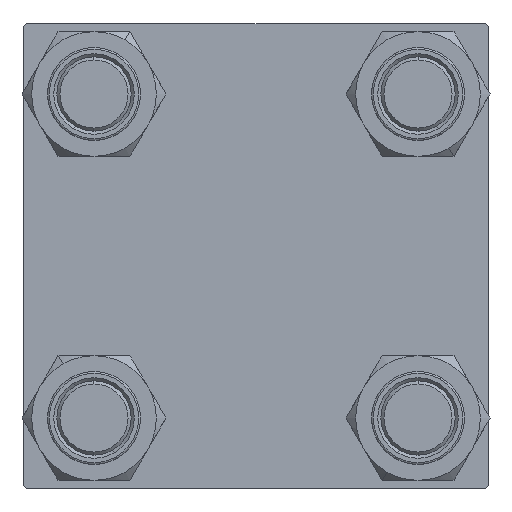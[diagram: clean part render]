
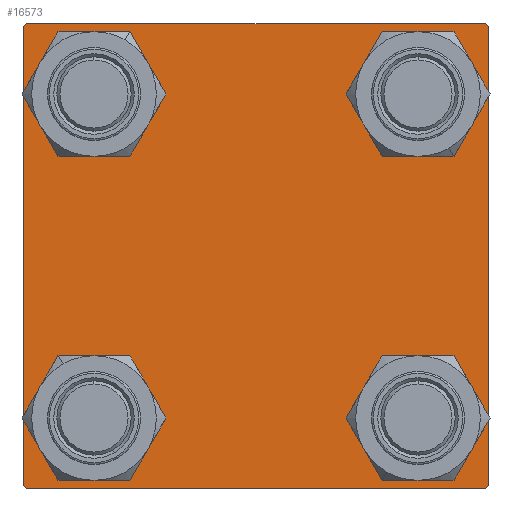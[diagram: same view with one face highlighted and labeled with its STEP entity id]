
A CAD part, left-side view. The second image highlights one B-rep face of the part: STEP entity #16573.
In plain terms, the highlighted planar face has unit normal (-1, 0, 0).
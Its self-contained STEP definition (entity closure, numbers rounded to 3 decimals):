
#134 = CIRCLE ( 'NONE', #35947, 6.5 ) ;
#850 = EDGE_CURVE ( 'NONE', #14462, #13949, #48163, .T. ) ;
#907 = CARTESIAN_POINT ( 'NONE',  ( 0., -26.15, -26.15 ) ) ;
#1273 = CARTESIAN_POINT ( 'NONE',  ( 0., 37.5, 37.5 ) ) ;
#1618 = CIRCLE ( 'NONE', #26020, 6.5 ) ;
#1842 = FACE_OUTER_BOUND ( 'NONE', #36306, .T. ) ;
#2153 = AXIS2_PLACEMENT_3D ( 'NONE', #7103, #22642, #3279 ) ;
#2853 = EDGE_CURVE ( 'NONE', #9864, #24050, #18741, .T. ) ;
#3279 = DIRECTION ( 'NONE',  ( 0., 0., 1. ) ) ;
#3311 = ORIENTED_EDGE ( 'NONE', *, *, #36474, .T. ) ;
#3401 = DIRECTION ( 'NONE',  ( 1., 0., 0. ) ) ;
#3412 = DIRECTION ( 'NONE',  ( 0., 0., 1. ) ) ;
#3440 = VERTEX_POINT ( 'NONE', #14131 ) ;
#4169 = DIRECTION ( 'NONE',  ( 1., 0., 0. ) ) ;
#4349 = DIRECTION ( 'NONE',  ( 1., 0., 0. ) ) ;
#4878 = EDGE_LOOP ( 'NONE', ( #11943, #33087 ) ) ;
#5393 = DIRECTION ( 'NONE',  ( 0., 0.707, 0.707 ) ) ;
#5667 = FACE_BOUND ( 'NONE', #50080, .T. ) ;
#5730 = AXIS2_PLACEMENT_3D ( 'NONE', #14051, #7172, #25521 ) ;
#5982 = EDGE_CURVE ( 'NONE', #24050, #9864, #134, .T. ) ;
#6156 = VECTOR ( 'NONE', #15697, 1000. ) ;
#6763 = VERTEX_POINT ( 'NONE', #44719 ) ;
#7103 = CARTESIAN_POINT ( 'NONE',  ( 0., 26.15, 26.15 ) ) ;
#7172 = DIRECTION ( 'NONE',  ( 1., 0., 0. ) ) ;
#7726 = CARTESIAN_POINT ( 'NONE',  ( 0., 26.15, 26.15 ) ) ;
#7976 = CARTESIAN_POINT ( 'NONE',  ( 0., -37.25, -37.25 ) ) ;
#9350 = VECTOR ( 'NONE', #24666, 1000. ) ;
#9814 = EDGE_CURVE ( 'NONE', #30851, #16074, #16390, .T. ) ;
#9864 = VERTEX_POINT ( 'NONE', #17696 ) ;
#10889 = ORIENTED_EDGE ( 'NONE', *, *, #49568, .T. ) ;
#11098 = VECTOR ( 'NONE', #35685, 1000. ) ;
#11208 = VERTEX_POINT ( 'NONE', #39204 ) ;
#11430 = ORIENTED_EDGE ( 'NONE', *, *, #850, .T. ) ;
#11943 = ORIENTED_EDGE ( 'NONE', *, *, #35807, .T. ) ;
#12266 = ORIENTED_EDGE ( 'NONE', *, *, #38786, .T. ) ;
#12723 = CARTESIAN_POINT ( 'NONE',  ( 0., -37.5, 37.5 ) ) ;
#13558 = DIRECTION ( 'NONE',  ( -1., 0., 0. ) ) ;
#13715 = ORIENTED_EDGE ( 'NONE', *, *, #2853, .T. ) ;
#13880 = LINE ( 'NONE', #29444, #46184 ) ;
#13949 = VERTEX_POINT ( 'NONE', #15305 ) ;
#14051 = CARTESIAN_POINT ( 'NONE',  ( 0., -26.15, 26.15 ) ) ;
#14131 = CARTESIAN_POINT ( 'NONE',  ( 0., 26.15, 19.65 ) ) ;
#14462 = VERTEX_POINT ( 'NONE', #32742 ) ;
#14514 = ORIENTED_EDGE ( 'NONE', *, *, #22794, .T. ) ;
#14981 = CARTESIAN_POINT ( 'NONE',  ( 0., -26.15, -19.65 ) ) ;
#15305 = CARTESIAN_POINT ( 'NONE',  ( 0., -37., 37.5 ) ) ;
#15575 = CARTESIAN_POINT ( 'NONE',  ( 0., 26.15, 32.65 ) ) ;
#15697 = DIRECTION ( 'NONE',  ( 0., -1., 0. ) ) ;
#16074 = VERTEX_POINT ( 'NONE', #14981 ) ;
#16390 = CIRCLE ( 'NONE', #35129, 6.5 ) ;
#16431 = DIRECTION ( 'NONE',  ( 1., 0., 0. ) ) ;
#16573 = ADVANCED_FACE ( 'NONE', ( #21449, #25029, #5667, #36758, #1842 ), #32941, .T. ) ;
#17696 = CARTESIAN_POINT ( 'NONE',  ( 0., -26.15, 19.65 ) ) ;
#18232 = AXIS2_PLACEMENT_3D ( 'NONE', #42816, #4349, #23953 ) ;
#18741 = CIRCLE ( 'NONE', #5730, 6.5 ) ;
#18841 = EDGE_CURVE ( 'NONE', #6763, #20589, #28764, .T. ) ;
#19830 = CIRCLE ( 'NONE', #27958, 6.5 ) ;
#19931 = ORIENTED_EDGE ( 'NONE', *, *, #49661, .F. ) ;
#20129 = LINE ( 'NONE', #12723, #11098 ) ;
#20213 = CARTESIAN_POINT ( 'NONE',  ( 0., 37.5, 37.5 ) ) ;
#20236 = EDGE_CURVE ( 'NONE', #42725, #47592, #50341, .T. ) ;
#20589 = VERTEX_POINT ( 'NONE', #29378 ) ;
#21449 = FACE_BOUND ( 'NONE', #49990, .T. ) ;
#21678 = VERTEX_POINT ( 'NONE', #15575 ) ;
#21955 = EDGE_CURVE ( 'NONE', #14462, #49896, #20129, .T. ) ;
#22146 = EDGE_CURVE ( 'NONE', #21678, #3440, #36354, .T. ) ;
#22160 = ORIENTED_EDGE ( 'NONE', *, *, #39880, .T. ) ;
#22642 = DIRECTION ( 'NONE',  ( 1., 0., 0. ) ) ;
#22794 = EDGE_CURVE ( 'NONE', #20589, #24533, #35450, .T. ) ;
#22874 = CARTESIAN_POINT ( 'NONE',  ( 0., -37., -37.5 ) ) ;
#23100 = CIRCLE ( 'NONE', #45867, 6.5 ) ;
#23133 = AXIS2_PLACEMENT_3D ( 'NONE', #48442, #13558, #29123 ) ;
#23177 = ORIENTED_EDGE ( 'NONE', *, *, #21955, .F. ) ;
#23318 = EDGE_LOOP ( 'NONE', ( #34685, #43337 ) ) ;
#23514 = LINE ( 'NONE', #7976, #27951 ) ;
#23953 = DIRECTION ( 'NONE',  ( 0., 0., 1. ) ) ;
#24050 = VERTEX_POINT ( 'NONE', #44622 ) ;
#24533 = VERTEX_POINT ( 'NONE', #40903 ) ;
#24542 = DIRECTION ( 'NONE',  ( 1., 0., 0. ) ) ;
#24666 = DIRECTION ( 'NONE',  ( 0., 0.707, -0.707 ) ) ;
#25029 = FACE_BOUND ( 'NONE', #4878, .T. ) ;
#25173 = CARTESIAN_POINT ( 'NONE',  ( 0., 37.25, 37.25 ) ) ;
#25521 = DIRECTION ( 'NONE',  ( 0., 0., 1. ) ) ;
#26020 = AXIS2_PLACEMENT_3D ( 'NONE', #7726, #3401, #50258 ) ;
#26066 = ORIENTED_EDGE ( 'NONE', *, *, #18841, .T. ) ;
#26215 = EDGE_CURVE ( 'NONE', #3440, #21678, #1618, .T. ) ;
#26951 = ORIENTED_EDGE ( 'NONE', *, *, #5982, .T. ) ;
#27633 = CARTESIAN_POINT ( 'NONE',  ( 0., -26.15, 26.15 ) ) ;
#27951 = VECTOR ( 'NONE', #42874, 1000. ) ;
#27958 = AXIS2_PLACEMENT_3D ( 'NONE', #32125, #4169, #3412 ) ;
#28764 = LINE ( 'NONE', #25173, #9350 ) ;
#29123 = DIRECTION ( 'NONE',  ( 0., 0., 1. ) ) ;
#29378 = CARTESIAN_POINT ( 'NONE',  ( 0., 37.5, 37. ) ) ;
#29444 = CARTESIAN_POINT ( 'NONE',  ( 0., 37.25, -37.25 ) ) ;
#29890 = CARTESIAN_POINT ( 'NONE',  ( 0., -37.5, -37. ) ) ;
#29960 = VECTOR ( 'NONE', #38850, 1000. ) ;
#30851 = VERTEX_POINT ( 'NONE', #33158 ) ;
#32007 = DIRECTION ( 'NONE',  ( 0., 0., 1. ) ) ;
#32125 = CARTESIAN_POINT ( 'NONE',  ( 0., -26.15, -26.15 ) ) ;
#32365 = DIRECTION ( 'NONE',  ( 0., 0., -1. ) ) ;
#32742 = CARTESIAN_POINT ( 'NONE',  ( 0., -37.5, 37. ) ) ;
#32767 = DIRECTION ( 'NONE',  ( 0., -0.707, -0.707 ) ) ;
#32941 = PLANE ( 'NONE',  #23133 ) ;
#33087 = ORIENTED_EDGE ( 'NONE', *, *, #9814, .T. ) ;
#33158 = CARTESIAN_POINT ( 'NONE',  ( 0., -26.15, -32.65 ) ) ;
#33703 = CIRCLE ( 'NONE', #18232, 6.5 ) ;
#34685 = ORIENTED_EDGE ( 'NONE', *, *, #22146, .T. ) ;
#34845 = CARTESIAN_POINT ( 'NONE',  ( 0., 26.15, -26.15 ) ) ;
#35129 = AXIS2_PLACEMENT_3D ( 'NONE', #907, #16431, #32007 ) ;
#35450 = LINE ( 'NONE', #1273, #42879 ) ;
#35685 = DIRECTION ( 'NONE',  ( 0., 0., -1. ) ) ;
#35807 = EDGE_CURVE ( 'NONE', #16074, #30851, #19830, .T. ) ;
#35829 = DIRECTION ( 'NONE',  ( 1., 0., 0. ) ) ;
#35947 = AXIS2_PLACEMENT_3D ( 'NONE', #27633, #24542, #43151 ) ;
#36306 = EDGE_LOOP ( 'NONE', ( #14514, #10889, #48226, #12266, #23177, #11430, #19931, #26066 ) ) ;
#36354 = CIRCLE ( 'NONE', #2153, 6.5 ) ;
#36474 = EDGE_CURVE ( 'NONE', #11208, #43961, #23100, .T. ) ;
#36758 = FACE_BOUND ( 'NONE', #23318, .T. ) ;
#36987 = CARTESIAN_POINT ( 'NONE',  ( 0., -37.25, 37.25 ) ) ;
#38601 = CARTESIAN_POINT ( 'NONE',  ( 0., 26.15, -19.65 ) ) ;
#38786 = EDGE_CURVE ( 'NONE', #47592, #49896, #23514, .T. ) ;
#38850 = DIRECTION ( 'NONE',  ( 0., -1., 0. ) ) ;
#39204 = CARTESIAN_POINT ( 'NONE',  ( 0., 26.15, -32.65 ) ) ;
#39880 = EDGE_CURVE ( 'NONE', #43961, #11208, #33703, .T. ) ;
#40903 = CARTESIAN_POINT ( 'NONE',  ( 0., 37.5, -37. ) ) ;
#42460 = DIRECTION ( 'NONE',  ( 0., 0., 1. ) ) ;
#42725 = VERTEX_POINT ( 'NONE', #48922 ) ;
#42816 = CARTESIAN_POINT ( 'NONE',  ( 0., 26.15, -26.15 ) ) ;
#42874 = DIRECTION ( 'NONE',  ( 0., -0.707, 0.707 ) ) ;
#42879 = VECTOR ( 'NONE', #32365, 1000. ) ;
#42962 = CARTESIAN_POINT ( 'NONE',  ( 0., 37.5, -37.5 ) ) ;
#43063 = VECTOR ( 'NONE', #5393, 1000. ) ;
#43151 = DIRECTION ( 'NONE',  ( 0., 0., 1. ) ) ;
#43337 = ORIENTED_EDGE ( 'NONE', *, *, #26215, .T. ) ;
#43961 = VERTEX_POINT ( 'NONE', #38601 ) ;
#44622 = CARTESIAN_POINT ( 'NONE',  ( 0., -26.15, 32.65 ) ) ;
#44719 = CARTESIAN_POINT ( 'NONE',  ( 0., 37., 37.5 ) ) ;
#45867 = AXIS2_PLACEMENT_3D ( 'NONE', #34845, #35829, #42460 ) ;
#46184 = VECTOR ( 'NONE', #32767, 1000. ) ;
#47592 = VERTEX_POINT ( 'NONE', #22874 ) ;
#47713 = LINE ( 'NONE', #20213, #29960 ) ;
#48163 = LINE ( 'NONE', #36987, #43063 ) ;
#48226 = ORIENTED_EDGE ( 'NONE', *, *, #20236, .T. ) ;
#48442 = CARTESIAN_POINT ( 'NONE',  ( 0., 0., 0. ) ) ;
#48922 = CARTESIAN_POINT ( 'NONE',  ( 0., 37., -37.5 ) ) ;
#49568 = EDGE_CURVE ( 'NONE', #24533, #42725, #13880, .T. ) ;
#49661 = EDGE_CURVE ( 'NONE', #6763, #13949, #47713, .T. ) ;
#49896 = VERTEX_POINT ( 'NONE', #29890 ) ;
#49990 = EDGE_LOOP ( 'NONE', ( #26951, #13715 ) ) ;
#50080 = EDGE_LOOP ( 'NONE', ( #22160, #3311 ) ) ;
#50258 = DIRECTION ( 'NONE',  ( 0., 0., 1. ) ) ;
#50341 = LINE ( 'NONE', #42962, #6156 ) ;
